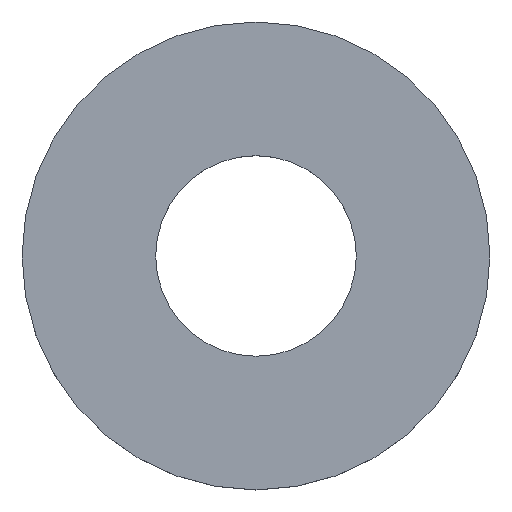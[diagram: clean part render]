
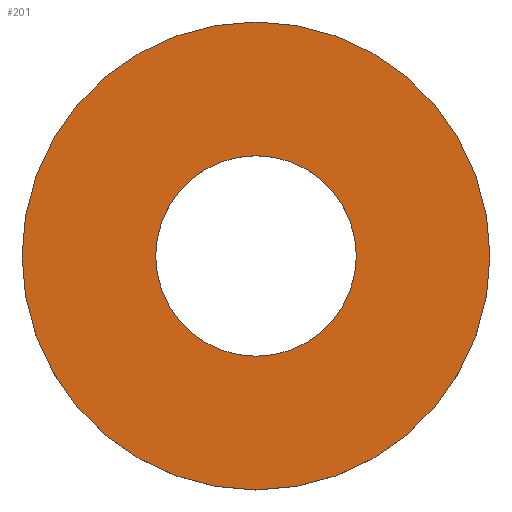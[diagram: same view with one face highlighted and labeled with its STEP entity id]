
A CAD part, top view. The second image highlights one B-rep face of the part: STEP entity #201.
In plain terms, the highlighted planar face has unit normal (0, 0, 1).
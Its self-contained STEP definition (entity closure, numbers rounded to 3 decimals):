
#2 = CARTESIAN_POINT ( 'NONE',  ( 0., 0., 1.984 ) ) ;
#20 = CARTESIAN_POINT ( 'NONE',  ( -11.113, 0., 1.984 ) ) ;
#30 = ORIENTED_EDGE ( 'NONE', *, *, #67, .T. ) ;
#31 = CIRCLE ( 'NONE', #222, 11.113 ) ;
#41 = FACE_OUTER_BOUND ( 'NONE', #93, .T. ) ;
#53 = DIRECTION ( 'NONE',  ( -1., 0., 0. ) ) ;
#58 = CARTESIAN_POINT ( 'NONE',  ( 0., 0., 1.984 ) ) ;
#60 = EDGE_CURVE ( 'NONE', #178, #188, #31, .T. ) ;
#62 = CARTESIAN_POINT ( 'NONE',  ( 0., 0., 1.984 ) ) ;
#65 = AXIS2_PLACEMENT_3D ( 'NONE', #58, #122, #245 ) ;
#67 = EDGE_CURVE ( 'NONE', #188, #178, #113, .T. ) ;
#71 = CARTESIAN_POINT ( 'NONE',  ( -4.763, 0., 1.984 ) ) ;
#72 = PLANE ( 'NONE',  #65 ) ;
#77 = AXIS2_PLACEMENT_3D ( 'NONE', #2, #234, #53 ) ;
#87 = DIRECTION ( 'NONE',  ( -1., 0., 0. ) ) ;
#91 = CARTESIAN_POINT ( 'NONE',  ( 11.113, 0., 1.984 ) ) ;
#93 = EDGE_LOOP ( 'NONE', ( #30, #195 ) ) ;
#97 = ORIENTED_EDGE ( 'NONE', *, *, #229, .T. ) ;
#109 = ORIENTED_EDGE ( 'NONE', *, *, #186, .T. ) ;
#113 = CIRCLE ( 'NONE', #77, 11.113 ) ;
#122 = DIRECTION ( 'NONE',  ( 0., 0., 1. ) ) ;
#141 = DIRECTION ( 'NONE',  ( 0., 0., 1. ) ) ;
#146 = CARTESIAN_POINT ( 'NONE',  ( 0., 0., 1.984 ) ) ;
#149 = CARTESIAN_POINT ( 'NONE',  ( 0., 0., 1.984 ) ) ;
#165 = DIRECTION ( 'NONE',  ( -1., 0., 0. ) ) ;
#178 = VERTEX_POINT ( 'NONE', #91 ) ;
#182 = VERTEX_POINT ( 'NONE', #71 ) ;
#185 = DIRECTION ( 'NONE',  ( -1., 0., 0. ) ) ;
#186 = EDGE_CURVE ( 'NONE', #182, #192, #216, .T. ) ;
#188 = VERTEX_POINT ( 'NONE', #20 ) ;
#190 = EDGE_LOOP ( 'NONE', ( #109, #97 ) ) ;
#192 = VERTEX_POINT ( 'NONE', #237 ) ;
#195 = ORIENTED_EDGE ( 'NONE', *, *, #60, .T. ) ;
#201 = ADVANCED_FACE ( 'NONE', ( #208, #41 ), #72, .T. ) ;
#207 = DIRECTION ( 'NONE',  ( 0., 0., -1. ) ) ;
#208 = FACE_BOUND ( 'NONE', #190, .T. ) ;
#216 = CIRCLE ( 'NONE', #249, 4.763 ) ;
#222 = AXIS2_PLACEMENT_3D ( 'NONE', #62, #141, #185 ) ;
#223 = CIRCLE ( 'NONE', #233, 4.763 ) ;
#229 = EDGE_CURVE ( 'NONE', #192, #182, #223, .T. ) ;
#230 = DIRECTION ( 'NONE',  ( 0., 0., -1. ) ) ;
#233 = AXIS2_PLACEMENT_3D ( 'NONE', #146, #207, #165 ) ;
#234 = DIRECTION ( 'NONE',  ( 0., 0., 1. ) ) ;
#237 = CARTESIAN_POINT ( 'NONE',  ( 4.763, 0., 1.984 ) ) ;
#245 = DIRECTION ( 'NONE',  ( 1., 0., 0. ) ) ;
#249 = AXIS2_PLACEMENT_3D ( 'NONE', #149, #230, #87 ) ;
